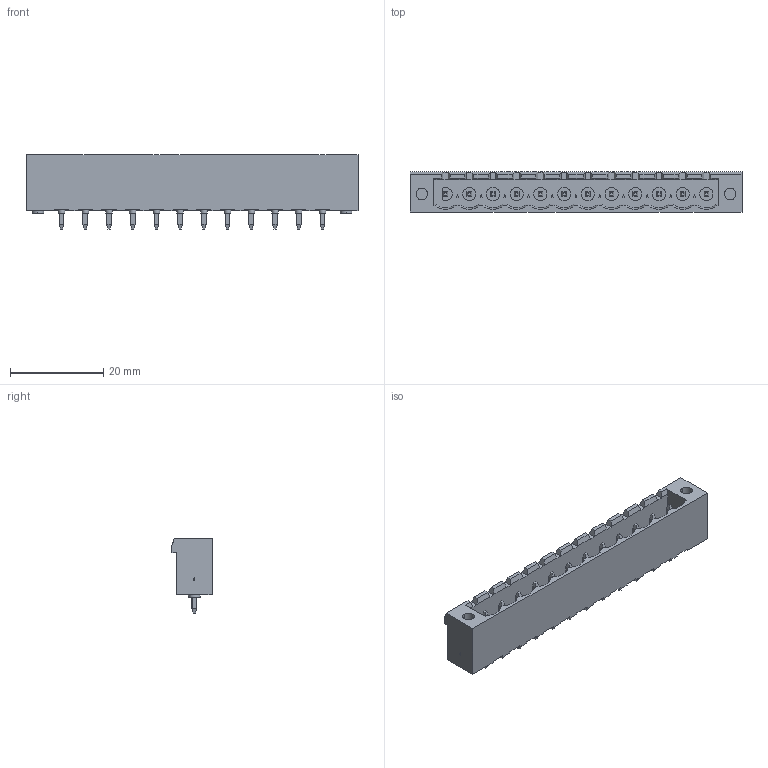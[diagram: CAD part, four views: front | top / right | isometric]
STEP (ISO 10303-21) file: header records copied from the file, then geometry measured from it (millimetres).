
FILE_DESCRIPTION((''),'2;1');
FILE_NAME('PHOENIX_1777170.stp','2011-06-20T14:46:05',(''),(''),'Mechanical Desktop 2011','Mechanical Desktop 2011',', , ');
FILE_SCHEMA(('AUTOMOTIVE_DESIGN { 1 2 10303 214 1 1 1 1 }'));
Length unit declared in the file: millimetre
Products named in the file (1): Product
Bounding box: 71.12 x 8.6 x 15.9 mm (x, y, z)
Volume: 3835 mm3; surface area: 5136.4 mm2
Topology: 25 solids, 25 shells, 725 faces, 1654 edges, 1040 vertices
Faces by surface type: plane 490, bspline 121, cylinder 90, sphere 12, cone 12
Entity records: 20236 total; most frequent: CARTESIAN_POINT 4067, ORIENTED_EDGE 3300, DIRECTION 3140, EDGE_CURVE 1650, VECTOR 1330, LINE 1330, VERTEX_POINT 1032, AXIS2_PLACEMENT_3D 905
